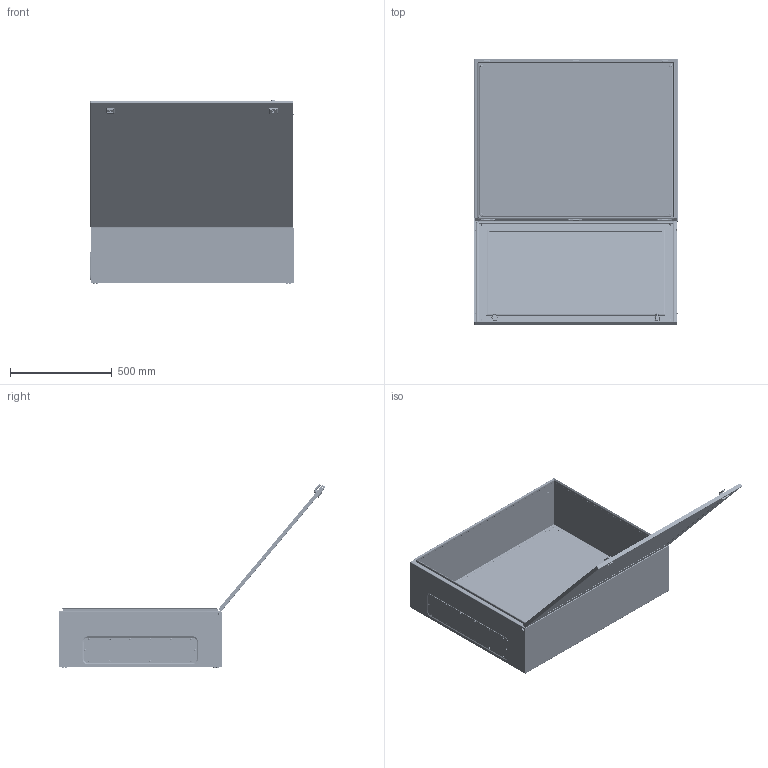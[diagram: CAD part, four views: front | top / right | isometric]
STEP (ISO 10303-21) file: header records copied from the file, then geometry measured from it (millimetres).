
FILE_DESCRIPTION (( 'STEP AP203' ), '1' );
FILE_NAME ('1000x800x300 R5CEX1083.step', '2011-10-28T12:07:48', ( 'User' ), ( 'DKC' ), 'SwSTEP 2.0', 'SolidWorks 2011', '' );
FILE_SCHEMA (( 'CONFIG_CONTROL_DESIGN' ));
Products named in the file (36): Trasparante dead door CE assemble 11111_1000õ800 CB02C287; hermetic for transparente door CE_1000x800; Door glass CE_1000x800; Handle internal door; Linguetta per porte interne AC00C537_Default; sealant for door CE_1000x800; end-cap_AC00C061; CERNIERA SALDATA_Default; End-cup AC00C112_Default; MOLLA AC00C344_AC00C344; Handle small door CE; Sealant AC00356; AC00C348; Hex Flange Bolt M6x10_ISO 4162 - M6 x 12 x 12-S; Linguetta CE_handle CE; Inserto a doppio pettine AC00C443_AC00C343; BASETTA ESTERNA PER BOX AC00C503_AC00C503; Trasparante dead door CE 11111_1000x800; Frames CE assemble 11111_1000x800x300 R5CE1083; land; Tapping screw 4.8x9.5 AC00C352_AC00C352; End-cup AC00C383_Default; Tapping screw 4.2x16_Tapping screw 4.2x16; Blocchetto fissaggio cerniera AC00C354_AC00C354; CERNIERA AC00C399_Default; Flange nut M6_ISO 7044-M6-S; Perno M6 AC00C145_1; Sealant AC00C355; End-cup AC00C317_Default; Flanges CE_527x97; Sealants of flange_527x97; Frames CE 11111_1000x800x300; 1000x800x300 R5CEX1083; Mounting plates CE 11111_1000x800; Sealant of perno AC00C409; Perno AC00C401_AC00C401
Assembly tree (110 placements, depth 4):
  1000x800x300 R5CEX1083
    Perno AC00C401_AC00C401  x3
    Mounting plates CE 11111_1000x800
    Trasparante dead door CE assemble 11111_1000õ800 CB02C287
      sealant for door CE_1000x800
      MOLLA AC00C344_AC00C344  x2
      Handle internal door
        Hex Flange Bolt M6x10_ISO 4162 - M6 x 12 x 12-S
        AC00C348
        BASETTA ESTERNA PER BOX AC00C503_AC00C503
        Linguetta per porte interne AC00C537_Default
        Inserto a doppio pettine AC00C443_AC00C343
      Handle small door CE
        AC00C348
        Linguetta CE_handle CE
        Sealant AC00356
        Hex Flange Bolt M6x10_ISO 4162 - M6 x 12 x 12-S
        Inserto a doppio pettine AC00C443_AC00C343
        BASETTA ESTERNA PER BOX AC00C503_AC00C503
      End-cup AC00C112_Default  x4
      land  x4
      CERNIERA SALDATA_Default  x2
      hermetic for transparente door CE_1000x800
      Trasparante dead door CE 11111_1000x800
      Door glass CE_1000x800
      end-cap_AC00C061  x2
    Sealant of perno AC00C409  x3
    Frames CE assemble 11111_1000x800x300 R5CE1083
      End-cup AC00C383_Default  x3
      land  x4
      Tapping screw 4.8x9.5 AC00C352_AC00C352  x28
      CERNIERA AC00C399_Default  x3
      Sealant AC00C355  x4
      Perno M6 AC00C145_1  x4
      End-cup AC00C317_Default  x4
      Flange nut M6_ISO 7044-M6-S  x4
      Sealants of flange_527x97
      Blocchetto fissaggio cerniera AC00C354_AC00C354  x3
      Tapping screw 4.2x16_Tapping screw 4.2x16  x6
      Flanges CE_527x97
      Frames CE 11111_1000x800x300
    Flange nut M6_ISO 7044-M6-S  x4
Bounding box: 1000.13 x 1308.86 x 901.27 mm (x, y, z)
Volume: 7686085.9 mm3; surface area: 7546610.8 mm2
Topology: 114 solids, 114 shells, 8823 faces, 22858 edges, 14393 vertices
Faces by surface type: bspline 2634, cylinder 2252, plane 1911, cone 1724, torus 228, sphere 74
Entity records: 154221 total; most frequent: CARTESIAN_POINT 93912, ORIENTED_EDGE 12154, DIRECTION 10351, EDGE_CURVE 6077, VERTEX_POINT 3824, AXIS2_PLACEMENT_3D 3820, LINE 2711, VECTOR 2711
